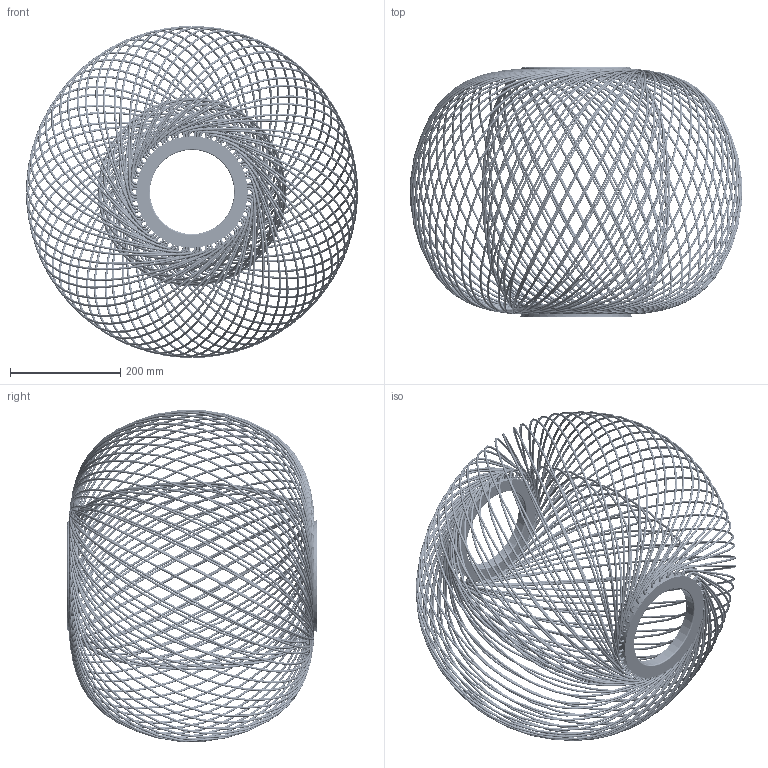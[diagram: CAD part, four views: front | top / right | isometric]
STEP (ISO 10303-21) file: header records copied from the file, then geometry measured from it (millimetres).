
FILE_DESCRIPTION (( 'STEP AP214' ), '1' );
FILE_NAME ('ANWAR 45 STRUCTURE.STEP', '2014-10-22T16:37:31', ( 'Josep Sancho' ), ( '' ), 'SwSTEP 2.0', 'SolidWorks 2010', '' );
FILE_SCHEMA (( 'AUTOMOTIVE_DESIGN' ));
Length unit declared in the file: millimetre
Products named in the file (12): 080100700000 - CONJUNTO FIJACIÓN DIAM.200X17MM SIN ACABADO; 060700400000 - REPULS DIAM.202X17 1,5MM; 061600100000 - ANILLO DIAM.183X3MM DIAM.INT.156MM; 080100200000 - CONJUNTO UNIÓN VARILLAS 600x450MM; 063200100000 - ANGULO SUPERIOR DIAM.EXT.200 DIAM.INT.153 ESP.2MM; 059700600000 - VARILLA INTERIOR DIAM.3,8 600X450MM; 059700500000 - VARILLA EXTERIOR DIAM.3,8 B 600X450MM; 059700400000 - VARILLA EXTERIOR DIAM.3,8 A 600X450MM; 063200200000 - ANGULO INFERIOR DIAM.EXT.200 DIAM.INT.153 ESP.2MM; 026700500000 - DISCO DIAM. 176X2MM DIAM. INT. 153MM; 021601500102 - TORNILLO DIN965 M4X10MM ACERO 6.8 ZINCADO; ANWAR 45 STRUCTURE
Assembly tree (61 placements, depth 3):
  ANWAR 45 STRUCTURE
    021601500102 - TORNILLO DIN965 M4X10MM ACERO 6.8 ZINCADO  x34
    080100200000 - CONJUNTO UNIÓN VARILLAS 600x450MM  x8
      059700400000 - VARILLA EXTERIOR DIAM.3,8 A 600X450MM
      059700500000 - VARILLA EXTERIOR DIAM.3,8 B 600X450MM
      059700600000 - VARILLA INTERIOR DIAM.3,8 600X450MM
      063200200000 - ANGULO INFERIOR DIAM.EXT.200 DIAM.INT.153 ESP.2MM
      063200100000 - ANGULO SUPERIOR DIAM.EXT.200 DIAM.INT.153 ESP.2MM
    080100700000 - CONJUNTO FIJACIÓN DIAM.200X17MM SIN ACABADO  x2
      061600100000 - ANILLO DIAM.183X3MM DIAM.INT.156MM
      060700400000 - REPULS DIAM.202X17 1,5MM
    026700500000 - DISCO DIAM. 176X2MM DIAM. INT. 153MM
Bounding box: 602.43 x 453 x 602.43 mm (x, y, z)
Volume: 1216981 mm3; surface area: 1268427.1 mm2
Topology: 151 solids, 151 shells, 4680 faces, 10830 edges, 6552 vertices
Faces by surface type: torus 1832, cylinder 1666, plane 690, cone 300, bspline 192
Entity records: 13735 total; most frequent: CARTESIAN_POINT 5022, DIRECTION 1663, ORIENTED_EDGE 1506, EDGE_CURVE 753, AXIS2_PLACEMENT_3D 723, VERTEX_POINT 480, EDGE_LOOP 429, CIRCLE 362
